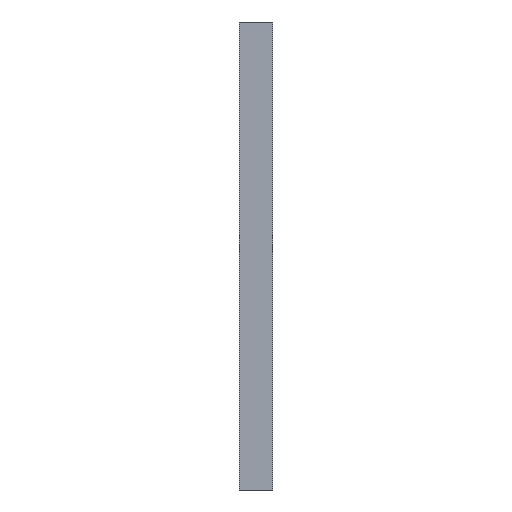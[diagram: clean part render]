
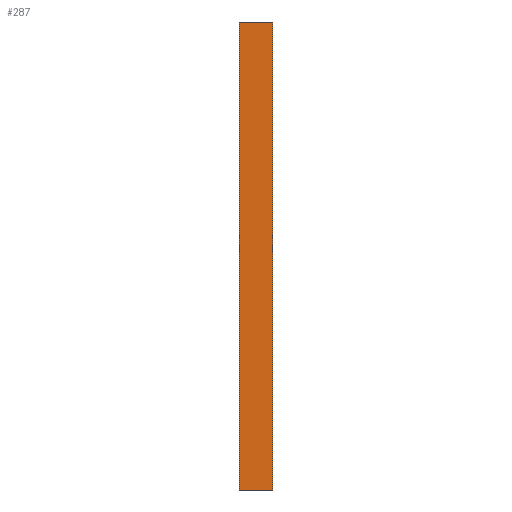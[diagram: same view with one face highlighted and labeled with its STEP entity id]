
A CAD part, left-side view. The second image highlights one B-rep face of the part: STEP entity #287.
In plain terms, the highlighted planar face has unit normal (-1, 0, 0).
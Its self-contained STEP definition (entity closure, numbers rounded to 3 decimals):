
#23 = VERTEX_POINT ( 'NONE', #68 ) ;
#28 = EDGE_CURVE ( 'NONE', #23, #299, #272, .T. ) ;
#36 = EDGE_CURVE ( 'NONE', #326, #299, #123, .T. ) ;
#38 = ORIENTED_EDGE ( 'NONE', *, *, #28, .F. ) ;
#52 = CARTESIAN_POINT ( 'NONE',  ( -12.7, -25.4, 0. ) ) ;
#58 = VERTEX_POINT ( 'NONE', #115 ) ;
#59 = PLANE ( 'NONE',  #330 ) ;
#61 = VECTOR ( 'NONE', #252, 1000. ) ;
#68 = CARTESIAN_POINT ( 'NONE',  ( -12.7, -25.4, 700. ) ) ;
#72 = LINE ( 'NONE', #267, #230 ) ;
#81 = DIRECTION ( 'NONE',  ( 1., 0., 0. ) ) ;
#96 = DIRECTION ( 'NONE',  ( 0., 0., -1. ) ) ;
#110 = EDGE_CURVE ( 'NONE', #58, #326, #128, .T. ) ;
#115 = CARTESIAN_POINT ( 'NONE',  ( -12.7, 25.4, 700. ) ) ;
#119 = ORIENTED_EDGE ( 'NONE', *, *, #110, .T. ) ;
#123 = LINE ( 'NONE', #303, #61 ) ;
#128 = LINE ( 'NONE', #142, #266 ) ;
#137 = ORIENTED_EDGE ( 'NONE', *, *, #246, .F. ) ;
#142 = CARTESIAN_POINT ( 'NONE',  ( -12.7, 25.4, 700. ) ) ;
#159 = CARTESIAN_POINT ( 'NONE',  ( -12.7, 25.4, 700. ) ) ;
#200 = VECTOR ( 'NONE', #277, 1000. ) ;
#230 = VECTOR ( 'NONE', #264, 1000. ) ;
#233 = EDGE_LOOP ( 'NONE', ( #306, #38, #137, #119 ) ) ;
#246 = EDGE_CURVE ( 'NONE', #58, #23, #72, .T. ) ;
#252 = DIRECTION ( 'NONE',  ( 0., -1., 0. ) ) ;
#264 = DIRECTION ( 'NONE',  ( 0., -1., 0. ) ) ;
#265 = FACE_OUTER_BOUND ( 'NONE', #233, .T. ) ;
#266 = VECTOR ( 'NONE', #96, 1000. ) ;
#267 = CARTESIAN_POINT ( 'NONE',  ( -12.7, 25.4, 700. ) ) ;
#268 = CARTESIAN_POINT ( 'NONE',  ( -12.7, 25.4, 0. ) ) ;
#272 = LINE ( 'NONE', #304, #200 ) ;
#277 = DIRECTION ( 'NONE',  ( 0., 0., -1. ) ) ;
#287 = ADVANCED_FACE ( 'NONE', ( #265 ), #59, .F. ) ;
#299 = VERTEX_POINT ( 'NONE', #52 ) ;
#303 = CARTESIAN_POINT ( 'NONE',  ( -12.7, 25.4, 0. ) ) ;
#304 = CARTESIAN_POINT ( 'NONE',  ( -12.7, -25.4, 700. ) ) ;
#306 = ORIENTED_EDGE ( 'NONE', *, *, #36, .T. ) ;
#315 = DIRECTION ( 'NONE',  ( 0., 0., -1. ) ) ;
#326 = VERTEX_POINT ( 'NONE', #268 ) ;
#330 = AXIS2_PLACEMENT_3D ( 'NONE', #159, #81, #315 ) ;
